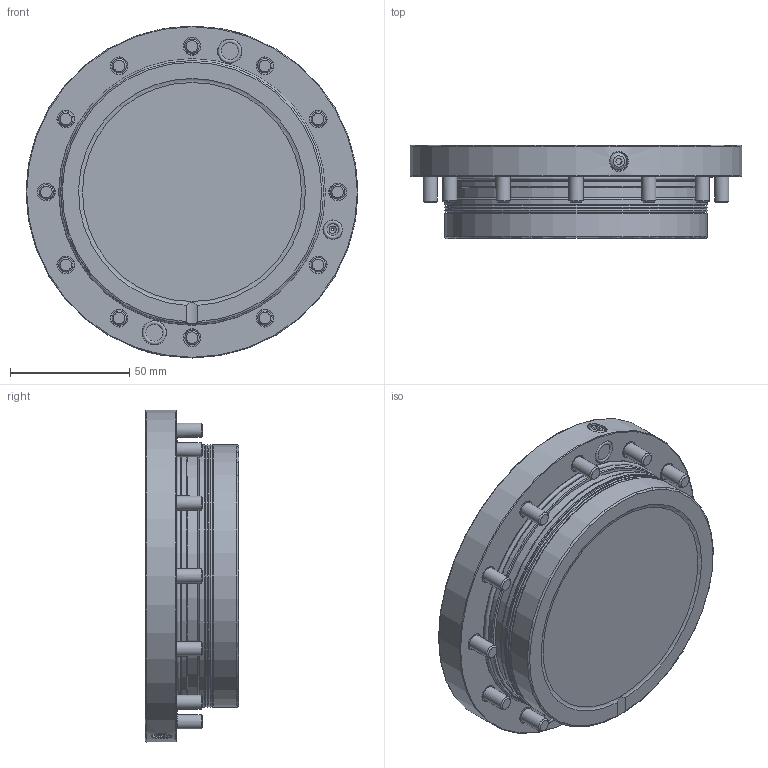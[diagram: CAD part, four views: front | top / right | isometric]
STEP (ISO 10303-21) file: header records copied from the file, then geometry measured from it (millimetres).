
FILE_DESCRIPTION (( 'STEP AP214' ), '1' );
FILE_NAME ('STARK_804 538_B.STEP', '2020-01-23T10:35:31', ( '' ), ( '' ), 'SwSTEP 2.0', 'SolidWorks 2019', '' );
FILE_SCHEMA (( 'AUTOMOTIVE_DESIGN' ));
Length unit declared in the file: millimetre
Products named in the file (1): STARK_804 538_B
Bounding box: 139 x 39.01 x 139 mm (x, y, z)
Volume: 411284.2 mm3; surface area: 57337.5 mm2
Topology: 1 solids, 1 shells, 294 faces, 581 edges, 384 vertices
Faces by surface type: cylinder 108, plane 83, cone 56, torus 31, sphere 16
Full cylindrical faces by diameter (mm): 1 x1, 1.8 x2, 3 x1, 4.8 x16, 5.2 x16, 6 x12, 8 x3, 11.055 x12, 30.4 x3, 33.141 x2, 35 x1, 46.95 x1, 47 x2, 50 x1, 106.902 x3, 108.2 x1, 110 x3, 110.621 x1, 139 x1
Entity records: 11963 total; most frequent: CARTESIAN_POINT 4285, DIRECTION 1114, ORIENTED_EDGE 690, EDGE_LOOP 568, AXIS2_PLACEMENT_3D 530, FACE_OUTER_BOUND 407, EDGE_CURVE 345, VERTEX_POINT 319
